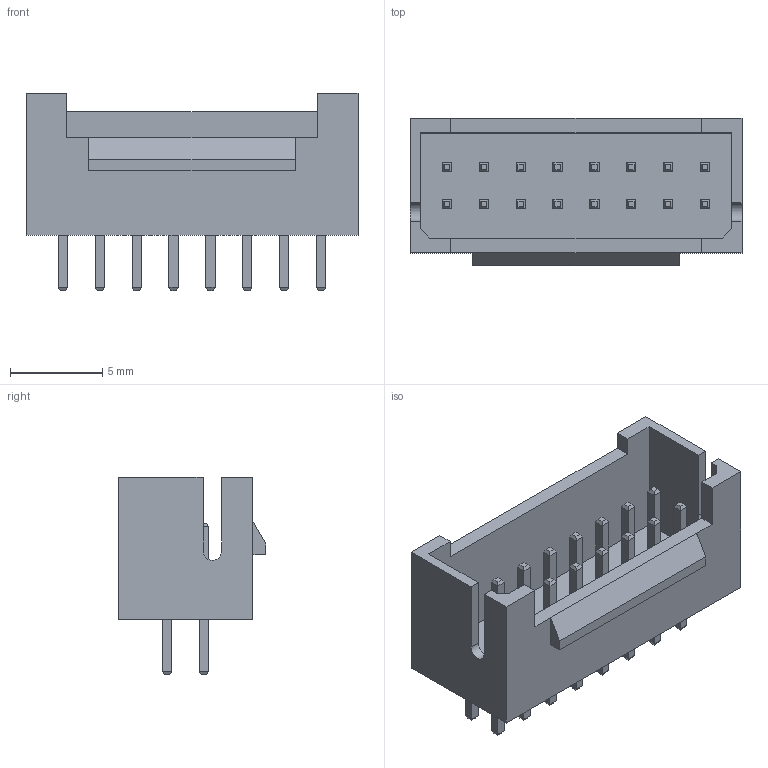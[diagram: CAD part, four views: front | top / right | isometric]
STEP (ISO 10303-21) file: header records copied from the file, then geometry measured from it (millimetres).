
FILE_DESCRIPTION (( 'STEP AP214' ), '1' );
FILE_NAME ('User Library-phb-2x8.STEP', '2021-01-23T07:24:23', ( '' ), ( '' ), 'SwSTEP 2.0', 'SolidWorks 2020', '' );
FILE_SCHEMA (( 'AUTOMOTIVE_DESIGN' ));
Length unit declared in the file: millimetre
Products named in the file (3): User Library-phb-2x8; PHB-2X8; PIN_0_5X0_5
Assembly tree (17 placements, depth 2):
  User Library-phb-2x8
    PHB-2X8
    PIN_0_5X0_5  x16
Bounding box: 18 x 8 x 10.7 mm (x, y, z)
Volume: 382.3 mm3; surface area: 1153.7 mm2
Topology: 17 solids, 17 shells, 321 faces, 731 edges, 444 vertices
Faces by surface type: plane 319, cylinder 2
Entity records: 5004 total; most frequent: CARTESIAN_POINT 646, ORIENTED_EDGE 622, DIRECTION 577, EDGE_CURVE 311, LINE 307, VECTOR 307, VERTEX_POINT 204, EDGE_LOOP 143
